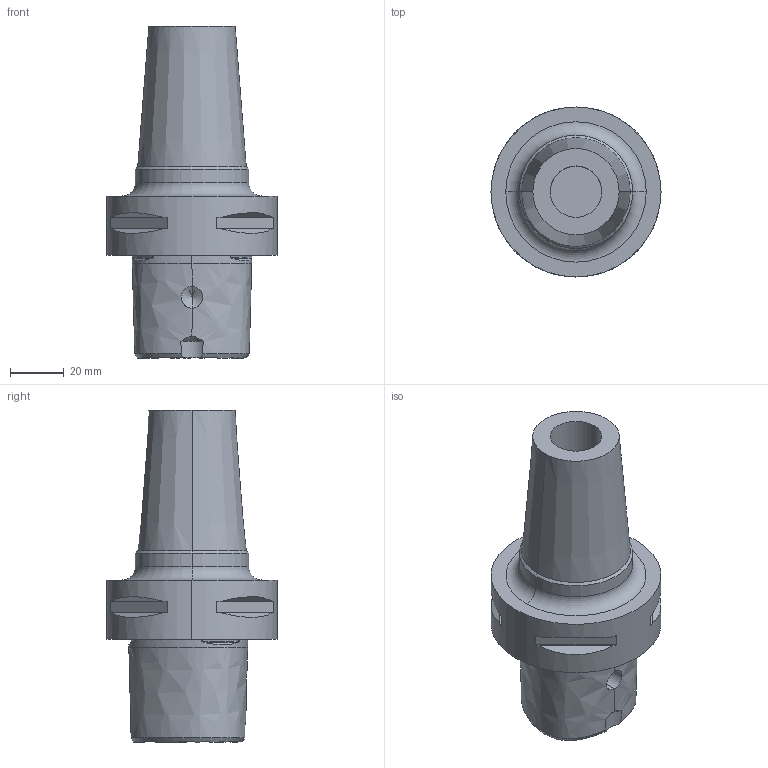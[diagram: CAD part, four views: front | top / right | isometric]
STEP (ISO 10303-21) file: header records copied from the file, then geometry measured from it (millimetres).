
FILE_DESCRIPTION (( 'STEP AP203' ), '1' );
FILE_NAME ('STP-143.651.64.335.STEP', '2016-11-04T01:42:04', ( 'user' ), ( '' ), 'SwSTEP 2.0', 'SolidWorks 2015', '' );
FILE_SCHEMA (( 'CONFIG_CONTROL_DESIGN' ));
Length unit declared in the file: millimetre
Products named in the file (1): STP-143.651.64.335
Bounding box: 63 x 63 x 123 mm (x, y, z)
Volume: 151035 mm3; surface area: 29622.1 mm2
Topology: 1 solids, 1 shells, 88 faces, 204 edges, 124 vertices
Faces by surface type: plane 30, cylinder 21, cone 20, torus 11, bspline 6
Entity records: 4973 total; most frequent: CARTESIAN_POINT 2970, ORIENTED_EDGE 400, DIRECTION 400, EDGE_CURVE 200, AXIS2_PLACEMENT_3D 170, VERTEX_POINT 124, EDGE_LOOP 100, ADVANCED_FACE 88
